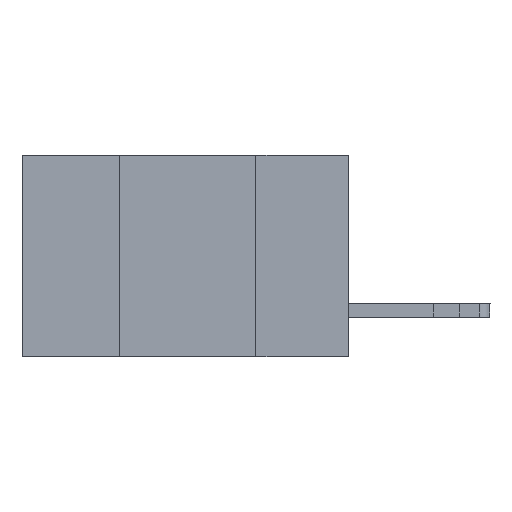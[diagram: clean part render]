
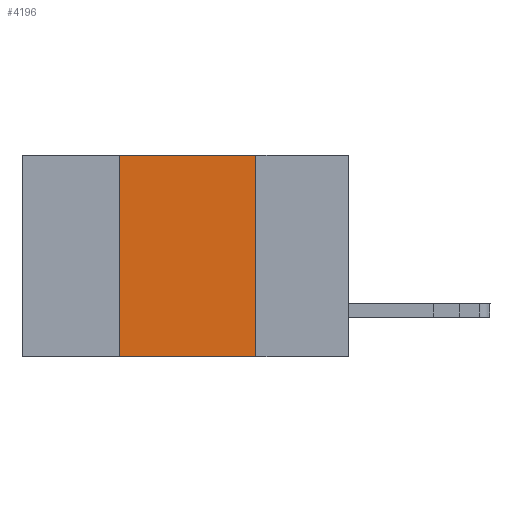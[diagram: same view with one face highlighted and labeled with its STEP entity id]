
A CAD part, left-side view. The second image highlights one B-rep face of the part: STEP entity #4196.
In plain terms, the highlighted planar face has unit normal (-1, 0, 0).
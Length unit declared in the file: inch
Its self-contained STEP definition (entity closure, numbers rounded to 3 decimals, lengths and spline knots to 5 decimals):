
#274 = DIRECTION ( 'NONE',  ( 0., 0., 1. ) ) ;
#347 = LINE ( 'NONE', #2416, #8845 ) ;
#1252 = CARTESIAN_POINT ( 'NONE',  ( 0., 0.6, 0. ) ) ;
#1774 = LINE ( 'NONE', #2878, #2240 ) ;
#2240 = VECTOR ( 'NONE', #4149, 39.37008 ) ;
#2416 = CARTESIAN_POINT ( 'NONE',  ( 0., 0.42, -0.37 ) ) ;
#2532 = CARTESIAN_POINT ( 'NONE',  ( 0., 0.17, 0. ) ) ;
#2684 = LINE ( 'NONE', #3858, #13375 ) ;
#2878 = CARTESIAN_POINT ( 'NONE',  ( 0., 0.17, -0.37 ) ) ;
#3186 = VERTEX_POINT ( 'NONE', #2532 ) ;
#3517 = CARTESIAN_POINT ( 'NONE',  ( 0., 0.17, -0.37 ) ) ;
#3858 = CARTESIAN_POINT ( 'NONE',  ( 0., 0.6, -0.37 ) ) ;
#4149 = DIRECTION ( 'NONE',  ( 0., 0., -1. ) ) ;
#4196 = ADVANCED_FACE ( 'NONE', ( #8786 ), #13230, .F. ) ;
#5313 = EDGE_CURVE ( 'NONE', #13733, #5844, #347, .T. ) ;
#5722 = LINE ( 'NONE', #1252, #12174 ) ;
#5844 = VERTEX_POINT ( 'NONE', #13005 ) ;
#6481 = AXIS2_PLACEMENT_3D ( 'NONE', #7754, #9822, #10863 ) ;
#7754 = CARTESIAN_POINT ( 'NONE',  ( 0., 0.6, 0. ) ) ;
#8786 = FACE_OUTER_BOUND ( 'NONE', #14048, .T. ) ;
#8845 = VECTOR ( 'NONE', #274, 39.37008 ) ;
#9665 = DIRECTION ( 'NONE',  ( 0., -1., 0. ) ) ;
#9822 = DIRECTION ( 'NONE',  ( 1., 0., 0. ) ) ;
#10773 = EDGE_CURVE ( 'NONE', #13733, #14654, #2684, .T. ) ;
#10863 = DIRECTION ( 'NONE',  ( 0., 0., -1. ) ) ;
#11086 = EDGE_CURVE ( 'NONE', #5844, #3186, #5722, .T. ) ;
#11286 = DIRECTION ( 'NONE',  ( 0., -1., 0. ) ) ;
#11363 = EDGE_CURVE ( 'NONE', #3186, #14654, #1774, .T. ) ;
#11803 = ORIENTED_EDGE ( 'NONE', *, *, #11086, .F. ) ;
#12174 = VECTOR ( 'NONE', #11286, 39.37008 ) ;
#12270 = CARTESIAN_POINT ( 'NONE',  ( 0., 0.42, -0.37 ) ) ;
#12930 = ORIENTED_EDGE ( 'NONE', *, *, #10773, .T. ) ;
#13005 = CARTESIAN_POINT ( 'NONE',  ( 0., 0.42, 0. ) ) ;
#13230 = PLANE ( 'NONE',  #6481 ) ;
#13375 = VECTOR ( 'NONE', #9665, 39.37008 ) ;
#13733 = VERTEX_POINT ( 'NONE', #12270 ) ;
#13820 = ORIENTED_EDGE ( 'NONE', *, *, #5313, .F. ) ;
#14048 = EDGE_LOOP ( 'NONE', ( #14403, #11803, #13820, #12930 ) ) ;
#14403 = ORIENTED_EDGE ( 'NONE', *, *, #11363, .F. ) ;
#14654 = VERTEX_POINT ( 'NONE', #3517 ) ;
